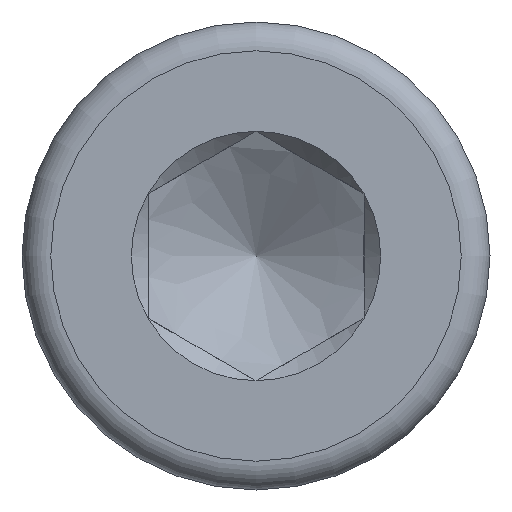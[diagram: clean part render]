
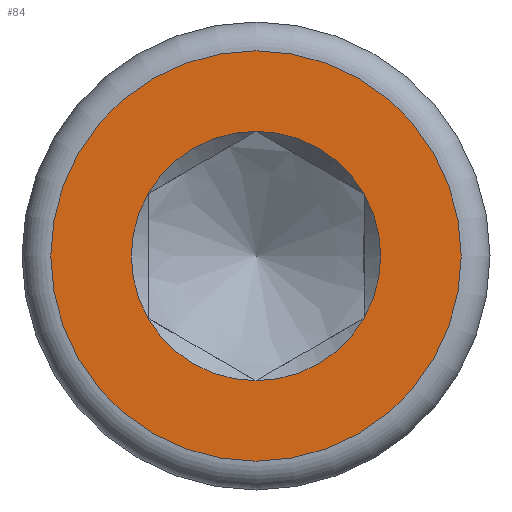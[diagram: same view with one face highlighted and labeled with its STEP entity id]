
A CAD part, left-side view. The second image highlights one B-rep face of the part: STEP entity #84.
In plain terms, the highlighted planar face has unit normal (-1, 0, 0).
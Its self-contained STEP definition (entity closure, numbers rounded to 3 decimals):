
#84 = ADVANCED_FACE( '', ( #171, #172 ), #173, .F. );
#171 = FACE_BOUND( '', #253, .T. );
#172 = FACE_OUTER_BOUND( '', #254, .T. );
#173 = PLANE( '', #255 );
#253 = EDGE_LOOP( '', ( #390, #391, #392, #393, #394, #395 ) );
#254 = EDGE_LOOP( '', ( #396 ) );
#255 = AXIS2_PLACEMENT_3D( '', #397, #398, #399 );
#390 = ORIENTED_EDGE( '', *, *, #444, .T. );
#391 = ORIENTED_EDGE( '', *, *, #456, .T. );
#392 = ORIENTED_EDGE( '', *, *, #429, .T. );
#393 = ORIENTED_EDGE( '', *, *, #454, .T. );
#394 = ORIENTED_EDGE( '', *, *, #468, .T. );
#395 = ORIENTED_EDGE( '', *, *, #458, .T. );
#396 = ORIENTED_EDGE( '', *, *, #463, .F. );
#397 = CARTESIAN_POINT( '', ( -8., 3.464, 0. ) );
#398 = DIRECTION( '', ( 1., 0., 0. ) );
#399 = DIRECTION( '', ( 0., 1., 0. ) );
#429 = EDGE_CURVE( '', #474, #491, #493, .T. );
#444 = EDGE_CURVE( '', #483, #473, #513, .T. );
#454 = EDGE_CURVE( '', #491, #495, #527, .T. );
#456 = EDGE_CURVE( '', #473, #474, #529, .T. );
#458 = EDGE_CURVE( '', #482, #483, #531, .T. );
#463 = EDGE_CURVE( '', #537, #537, #538, .T. );
#468 = EDGE_CURVE( '', #495, #482, #543, .T. );
#473 = VERTEX_POINT( '', #547 );
#474 = VERTEX_POINT( '', #548 );
#482 = VERTEX_POINT( '', #578 );
#483 = VERTEX_POINT( '', #579 );
#491 = VERTEX_POINT( '', #607 );
#493 = CIRCLE( '', #620, 3.464 );
#495 = VERTEX_POINT( '', #622 );
#513 = CIRCLE( '', #687, 3.464 );
#527 = CIRCLE( '', #712, 3.464 );
#529 = CIRCLE( '', #714, 3.464 );
#531 = CIRCLE( '', #716, 3.464 );
#537 = VERTEX_POINT( '', #722 );
#538 = CIRCLE( '', #723, 5.7 );
#543 = CIRCLE( '', #735, 3.464 );
#547 = CARTESIAN_POINT( '', ( -8., 3., -1.732 ) );
#548 = CARTESIAN_POINT( '', ( -8., 3., 1.732 ) );
#578 = CARTESIAN_POINT( '', ( -8., -3., -1.732 ) );
#579 = CARTESIAN_POINT( '', ( -8., 0., -3.464 ) );
#607 = CARTESIAN_POINT( '', ( -8., 0., 3.464 ) );
#620 = AXIS2_PLACEMENT_3D( '', #742, #743, #744 );
#622 = CARTESIAN_POINT( '', ( -8., -3., 1.732 ) );
#687 = AXIS2_PLACEMENT_3D( '', #753, #754, #755 );
#712 = AXIS2_PLACEMENT_3D( '', #768, #769, #770 );
#714 = AXIS2_PLACEMENT_3D( '', #771, #772, #773 );
#716 = AXIS2_PLACEMENT_3D( '', #774, #775, #776 );
#722 = CARTESIAN_POINT( '', ( -8., 5.7, 0. ) );
#723 = AXIS2_PLACEMENT_3D( '', #780, #781, #782 );
#735 = AXIS2_PLACEMENT_3D( '', #783, #784, #785 );
#742 = CARTESIAN_POINT( '', ( -8., 0., 0. ) );
#743 = DIRECTION( '', ( 1., 0., 0. ) );
#744 = DIRECTION( '', ( 0., 0., -1. ) );
#753 = CARTESIAN_POINT( '', ( -8., 0., 0. ) );
#754 = DIRECTION( '', ( 1., 0., 0. ) );
#755 = DIRECTION( '', ( 0., 0., -1. ) );
#768 = CARTESIAN_POINT( '', ( -8., 0., 0. ) );
#769 = DIRECTION( '', ( 1., 0., 0. ) );
#770 = DIRECTION( '', ( 0., 0., -1. ) );
#771 = CARTESIAN_POINT( '', ( -8., 0., 0. ) );
#772 = DIRECTION( '', ( 1., 0., 0. ) );
#773 = DIRECTION( '', ( 0., 0., -1. ) );
#774 = CARTESIAN_POINT( '', ( -8., 0., 0. ) );
#775 = DIRECTION( '', ( 1., 0., 0. ) );
#776 = DIRECTION( '', ( 0., 0., -1. ) );
#780 = CARTESIAN_POINT( '', ( -8., 0., 0. ) );
#781 = DIRECTION( '', ( 1., 0., 0. ) );
#782 = DIRECTION( '', ( 0., 1., 0. ) );
#783 = CARTESIAN_POINT( '', ( -8., 0., 0. ) );
#784 = DIRECTION( '', ( 1., 0., 0. ) );
#785 = DIRECTION( '', ( 0., 0., -1. ) );
